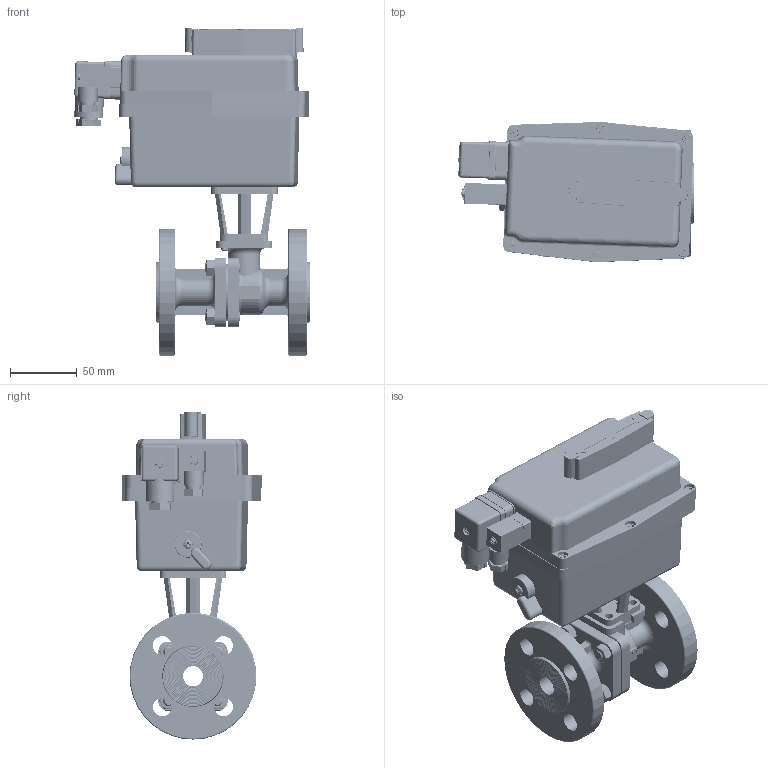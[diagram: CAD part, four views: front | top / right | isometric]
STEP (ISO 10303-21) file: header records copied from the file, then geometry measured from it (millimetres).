
FILE_DESCRIPTION(('STEP AP214'),'1');
FILE_NAME('valve_ake_168e-15-16-l10.stp','2017-10-24T09:41:14',('TraceParts'),('TraceParts S.A.'),'Spatial InterOp 3D',' ',' ');
FILE_SCHEMA(('automotive_design'));
Length unit declared in the file: millimetre
Products named in the file (2955): valve_ake_168e-15-16-l10_1; valve_ake_168e-15-16-l10_2; valve_ake_168e-15-16-l10_3; valve_ake_168e-15-16-l10_4; valve_ake_168e-15-16-l10_5; valve_ake_168e-15-16-l10_6; valve_ake_168e-15-16-l10_7; valve_ake_168e-15-16-l10_8; valve_ake_168e-15-16-l10_9; valve_ake_168e-15-16-l10_10; valve_ake_168e-15-16-l10_11; valve_ake_168e-15-16-l10_12; valve_ake_168e-15-16-l10_13; valve_ake_168e-15-16-l10_14; valve_ake_168e-15-16-l10_15; valve_ake_168e-15-16-l10_16; valve_ake_168e-15-16-l10_17; valve_ake_168e-15-16-l10_18; valve_ake_168e-15-16-l10_19; valve_ake_168e-15-16-l10_20; valve_ake_168e-15-16-l10_21; valve_ake_168e-15-16-l10_22; valve_ake_168e-15-16-l10_23; valve_ake_168e-15-16-l10_24; valve_ake_168e-15-16-l10_25; valve_ake_168e-15-16-l10_26; valve_ake_168e-15-16-l10_27; valve_ake_168e-15-16-l10_28; valve_ake_168e-15-16-l10_29; valve_ake_168e-15-16-l10_30; valve_ake_168e-15-16-l10_31; valve_ake_168e-15-16-l10_32; valve_ake_168e-15-16-l10_33; valve_ake_168e-15-16-l10_34; valve_ake_168e-15-16-l10_35; valve_ake_168e-15-16-l10_36; valve_ake_168e-15-16-l10_37; valve_ake_168e-15-16-l10_38; valve_ake_168e-15-16-l10_39; valve_ake_168e-15-16-l10_40 ...
Bounding box: 176.29 x 105.25 x 245.17 mm (x, y, z)
Volume: 16934.7 mm3; surface area: 262707 mm2
Topology: 3 solids, 4495 shells, 4603 faces, 21791 edges, 21629 vertices
Faces by surface type: plane 1443, cylinder 1279, cone 1210, torus 543, sphere 108, bspline 20
Entity records: 360497 total; most frequent: CARTESIAN_POINT 78930, DIRECTION 43740, ORIENTED_EDGE 22017, EDGE_CURVE 21737, VERTEX_POINT 21634, AXIS2_PLACEMENT_3D 16828, LINE 10084, VECTOR 10084
